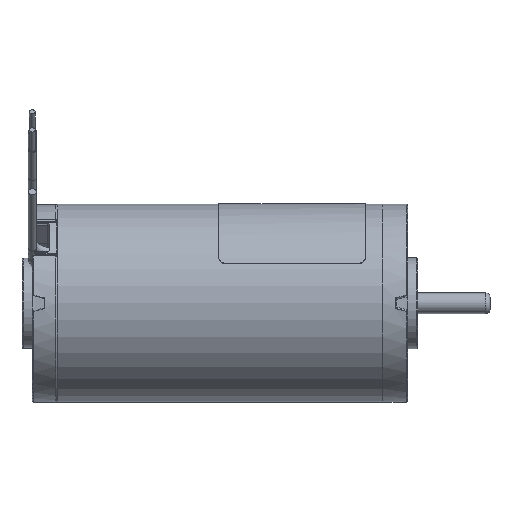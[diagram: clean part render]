
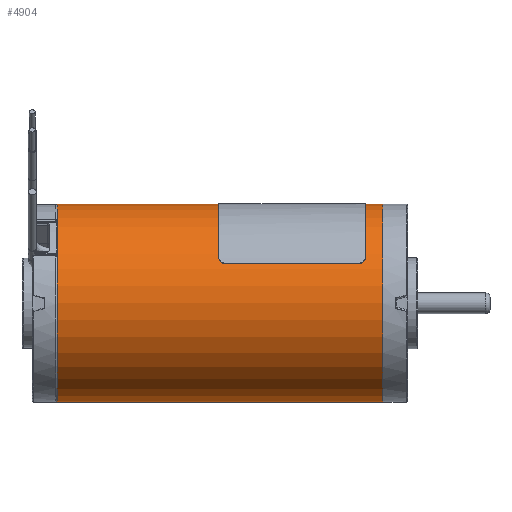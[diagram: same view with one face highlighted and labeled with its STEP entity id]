
A CAD part, front view. The second image highlights one B-rep face of the part: STEP entity #4904.
In plain terms, the highlighted cylindrical face has radius 24 mm (diameter 48 mm), a full revolution.
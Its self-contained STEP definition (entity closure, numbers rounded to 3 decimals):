
#1072=CYLINDRICAL_SURFACE('',#44002,24.);
#4904=ADVANCED_FACE('',(#8649,#8650),#1072,.T.);
#8649=FACE_BOUND('',#9977,.T.);
#8650=FACE_BOUND('',#9978,.T.);
#9977=EDGE_LOOP('',(#16260));
#9978=EDGE_LOOP('',(#16261));
#12915=CIRCLE('',#43998,24.);
#12917=CIRCLE('',#44001,24.);
#16260=ORIENTED_EDGE('',*,*,#30436,.T.);
#16261=ORIENTED_EDGE('',*,*,#30434,.F.);
#26025=VERTEX_POINT('',#62774);
#26027=VERTEX_POINT('',#62779);
#30434=EDGE_CURVE('',#26025,#26025,#12915,.T.);
#30436=EDGE_CURVE('',#26027,#26027,#12917,.T.);
#43998=AXIS2_PLACEMENT_3D('',#62773,#49264,#49265);
#44001=AXIS2_PLACEMENT_3D('',#62778,#49270,#49271);
#44002=AXIS2_PLACEMENT_3D('',#62780,#49272,#49273);
#49264=DIRECTION('',(-1.,0.,0.));
#49265=DIRECTION('',(0.,0.,1.));
#49270=DIRECTION('',(-1.,0.,0.));
#49271=DIRECTION('',(0.,0.,1.));
#49272=DIRECTION('',(-1.,0.,0.));
#49273=DIRECTION('',(0.,0.,1.));
#62773=CARTESIAN_POINT('',(-105.,0.,0.));
#62774=CARTESIAN_POINT('',(-105.,0.,24.));
#62778=CARTESIAN_POINT('',(-26.,0.,0.));
#62779=CARTESIAN_POINT('',(-26.,0.,24.));
#62780=CARTESIAN_POINT('',(-65.5,0.,0.));
